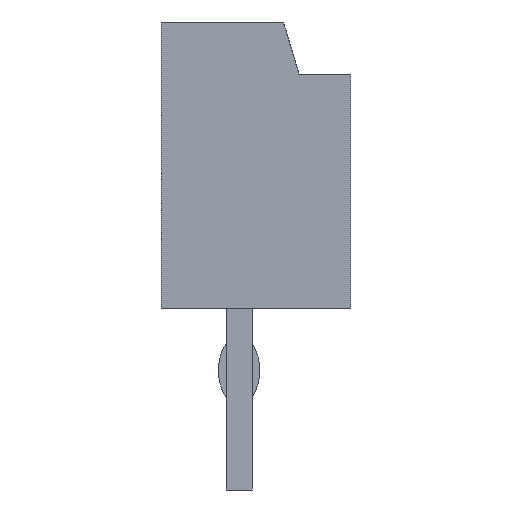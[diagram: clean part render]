
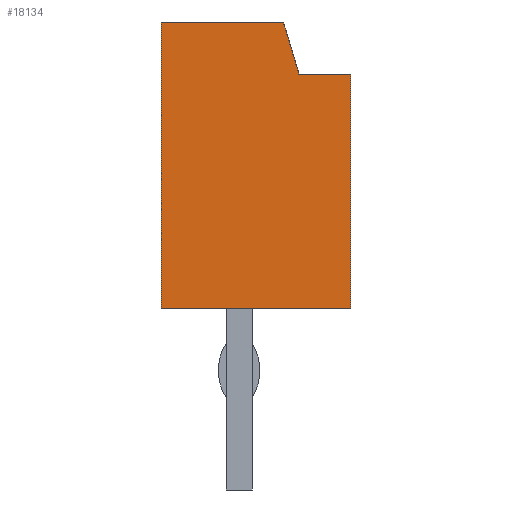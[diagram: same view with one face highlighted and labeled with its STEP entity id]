
A CAD part, left-side view. The second image highlights one B-rep face of the part: STEP entity #18134.
In plain terms, the highlighted planar face has unit normal (-1, 0, 0).
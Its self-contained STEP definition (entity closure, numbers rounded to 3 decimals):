
#32 = PLANE('',#33);
#33 = AXIS2_PLACEMENT_3D('',#34,#35,#36);
#34 = CARTESIAN_POINT('',(10.,1.5,2.75));
#35 = DIRECTION('',(0.,-1.,0.));
#36 = DIRECTION('',(1.,0.,0.));
#1233 = VERTEX_POINT('',#1234);
#1234 = CARTESIAN_POINT('',(-2.,1.5,5.5));
#1248 = PLANE('',#1249);
#1249 = AXIS2_PLACEMENT_3D('',#1250,#1251,#1252);
#1250 = CARTESIAN_POINT('',(22.,1.5,5.5));
#1251 = DIRECTION('',(0.,0.,1.));
#1252 = DIRECTION('',(-1.,0.,0.));
#1260 = EDGE_CURVE('',#1233,#1261,#1263,.T.);
#1261 = VERTEX_POINT('',#1262);
#1262 = CARTESIAN_POINT('',(-2.,1.5,0.));
#1263 = SURFACE_CURVE('',#1264,(#1268,#1275),.PCURVE_S1.);
#1264 = LINE('',#1265,#1266);
#1265 = CARTESIAN_POINT('',(-2.,1.5,5.5));
#1266 = VECTOR('',#1267,1.);
#1267 = DIRECTION('',(0.,0.,-1.));
#1268 = PCURVE('',#32,#1269);
#1269 = DEFINITIONAL_REPRESENTATION('',(#1270),#1274);
#1270 = LINE('',#1271,#1272);
#1271 = CARTESIAN_POINT('',(-12.,2.75));
#1272 = VECTOR('',#1273,1.);
#1273 = DIRECTION('',(0.,-1.));
#1274 = ( GEOMETRIC_REPRESENTATION_CONTEXT(2) 
PARAMETRIC_REPRESENTATION_CONTEXT() REPRESENTATION_CONTEXT('2D SPACE',''
  ) );
#1275 = PCURVE('',#1276,#1281);
#1276 = PLANE('',#1277);
#1277 = AXIS2_PLACEMENT_3D('',#1278,#1279,#1280);
#1278 = CARTESIAN_POINT('',(-2.,1.5,5.5));
#1279 = DIRECTION('',(-1.,0.,0.));
#1280 = DIRECTION('',(0.,0.,-1.));
#1281 = DEFINITIONAL_REPRESENTATION('',(#1282),#1286);
#1282 = LINE('',#1283,#1284);
#1283 = CARTESIAN_POINT('',(0.,0.));
#1284 = VECTOR('',#1285,1.);
#1285 = DIRECTION('',(1.,0.));
#1286 = ( GEOMETRIC_REPRESENTATION_CONTEXT(2) 
PARAMETRIC_REPRESENTATION_CONTEXT() REPRESENTATION_CONTEXT('2D SPACE',''
  ) );
#1304 = PLANE('',#1305);
#1305 = AXIS2_PLACEMENT_3D('',#1306,#1307,#1308);
#1306 = CARTESIAN_POINT('',(-2.,1.5,0.));
#1307 = DIRECTION('',(0.,0.,-1.));
#1308 = DIRECTION('',(1.,0.,0.));
#1675 = PLANE('',#1676);
#1676 = AXIS2_PLACEMENT_3D('',#1677,#1678,#1679);
#1677 = CARTESIAN_POINT('',(10.,-2.15,2.75));
#1678 = DIRECTION('',(0.,-1.,0.));
#1679 = DIRECTION('',(1.,0.,0.));
#4009 = PLANE('',#4010);
#4010 = AXIS2_PLACEMENT_3D('',#4011,#4012,#4013);
#4011 = CARTESIAN_POINT('',(22.,-2.15,4.5));
#4012 = DIRECTION('',(0.,0.,-1.));
#4013 = DIRECTION('',(0.,1.,0.));
#4037 = PLANE('',#4038);
#4038 = AXIS2_PLACEMENT_3D('',#4039,#4040,#4041);
#4039 = CARTESIAN_POINT('',(22.,-1.15,4.5));
#4040 = DIRECTION('',(0.,0.958,-0.287));
#4041 = DIRECTION('',(0.,0.287,0.958));
#4208 = VERTEX_POINT('',#4209);
#4209 = CARTESIAN_POINT('',(-2.,-0.85,5.5));
#4230 = EDGE_CURVE('',#1233,#4208,#4231,.T.);
#4231 = SURFACE_CURVE('',#4232,(#4236,#4243),.PCURVE_S1.);
#4232 = LINE('',#4233,#4234);
#4233 = CARTESIAN_POINT('',(-2.,1.5,5.5));
#4234 = VECTOR('',#4235,1.);
#4235 = DIRECTION('',(0.,-1.,0.));
#4236 = PCURVE('',#1248,#4237);
#4237 = DEFINITIONAL_REPRESENTATION('',(#4238),#4242);
#4238 = LINE('',#4239,#4240);
#4239 = CARTESIAN_POINT('',(24.,0.));
#4240 = VECTOR('',#4241,1.);
#4241 = DIRECTION('',(0.,1.));
#4242 = ( GEOMETRIC_REPRESENTATION_CONTEXT(2) 
PARAMETRIC_REPRESENTATION_CONTEXT() REPRESENTATION_CONTEXT('2D SPACE',''
  ) );
#4243 = PCURVE('',#1276,#4244);
#4244 = DEFINITIONAL_REPRESENTATION('',(#4245),#4249);
#4245 = LINE('',#4246,#4247);
#4246 = CARTESIAN_POINT('',(0.,0.));
#4247 = VECTOR('',#4248,1.);
#4248 = DIRECTION('',(0.,1.));
#4249 = ( GEOMETRIC_REPRESENTATION_CONTEXT(2) 
PARAMETRIC_REPRESENTATION_CONTEXT() REPRESENTATION_CONTEXT('2D SPACE',''
  ) );
#4763 = VERTEX_POINT('',#4764);
#4764 = CARTESIAN_POINT('',(-2.,-1.15,4.5));
#4785 = EDGE_CURVE('',#4763,#4208,#4786,.T.);
#4786 = SURFACE_CURVE('',#4787,(#4791,#4798),.PCURVE_S1.);
#4787 = LINE('',#4788,#4789);
#4788 = CARTESIAN_POINT('',(-2.,-1.15,4.5));
#4789 = VECTOR('',#4790,1.);
#4790 = DIRECTION('',(0.,0.287,0.958));
#4791 = PCURVE('',#4037,#4792);
#4792 = DEFINITIONAL_REPRESENTATION('',(#4793),#4797);
#4793 = LINE('',#4794,#4795);
#4794 = CARTESIAN_POINT('',(0.,-24.));
#4795 = VECTOR('',#4796,1.);
#4796 = DIRECTION('',(1.,0.));
#4797 = ( GEOMETRIC_REPRESENTATION_CONTEXT(2) 
PARAMETRIC_REPRESENTATION_CONTEXT() REPRESENTATION_CONTEXT('2D SPACE',''
  ) );
#4798 = PCURVE('',#1276,#4799);
#4799 = DEFINITIONAL_REPRESENTATION('',(#4800),#4804);
#4800 = LINE('',#4801,#4802);
#4801 = CARTESIAN_POINT('',(1.,2.65));
#4802 = VECTOR('',#4803,1.);
#4803 = DIRECTION('',(-0.958,-0.287));
#4804 = ( GEOMETRIC_REPRESENTATION_CONTEXT(2) 
PARAMETRIC_REPRESENTATION_CONTEXT() REPRESENTATION_CONTEXT('2D SPACE',''
  ) );
#4910 = VERTEX_POINT('',#4911);
#4911 = CARTESIAN_POINT('',(-2.,-2.15,4.5));
#4932 = EDGE_CURVE('',#4910,#4763,#4933,.T.);
#4933 = SURFACE_CURVE('',#4934,(#4938,#4945),.PCURVE_S1.);
#4934 = LINE('',#4935,#4936);
#4935 = CARTESIAN_POINT('',(-2.,-2.15,4.5));
#4936 = VECTOR('',#4937,1.);
#4937 = DIRECTION('',(0.,1.,0.));
#4938 = PCURVE('',#4009,#4939);
#4939 = DEFINITIONAL_REPRESENTATION('',(#4940),#4944);
#4940 = LINE('',#4941,#4942);
#4941 = CARTESIAN_POINT('',(0.,-24.));
#4942 = VECTOR('',#4943,1.);
#4943 = DIRECTION('',(1.,0.));
#4944 = ( GEOMETRIC_REPRESENTATION_CONTEXT(2) 
PARAMETRIC_REPRESENTATION_CONTEXT() REPRESENTATION_CONTEXT('2D SPACE',''
  ) );
#4945 = PCURVE('',#1276,#4946);
#4946 = DEFINITIONAL_REPRESENTATION('',(#4947),#4951);
#4947 = LINE('',#4948,#4949);
#4948 = CARTESIAN_POINT('',(1.,3.65));
#4949 = VECTOR('',#4950,1.);
#4950 = DIRECTION('',(0.,-1.));
#4951 = ( GEOMETRIC_REPRESENTATION_CONTEXT(2) 
PARAMETRIC_REPRESENTATION_CONTEXT() REPRESENTATION_CONTEXT('2D SPACE',''
  ) );
#5106 = VERTEX_POINT('',#5107);
#5107 = CARTESIAN_POINT('',(-2.,-2.15,0.));
#5128 = EDGE_CURVE('',#4910,#5106,#5129,.T.);
#5129 = SURFACE_CURVE('',#5130,(#5134,#5141),.PCURVE_S1.);
#5130 = LINE('',#5131,#5132);
#5131 = CARTESIAN_POINT('',(-2.,-2.15,4.5));
#5132 = VECTOR('',#5133,1.);
#5133 = DIRECTION('',(0.,0.,-1.));
#5134 = PCURVE('',#1675,#5135);
#5135 = DEFINITIONAL_REPRESENTATION('',(#5136),#5140);
#5136 = LINE('',#5137,#5138);
#5137 = CARTESIAN_POINT('',(-12.,1.75));
#5138 = VECTOR('',#5139,1.);
#5139 = DIRECTION('',(0.,-1.));
#5140 = ( GEOMETRIC_REPRESENTATION_CONTEXT(2) 
PARAMETRIC_REPRESENTATION_CONTEXT() REPRESENTATION_CONTEXT('2D SPACE',''
  ) );
#5141 = PCURVE('',#1276,#5142);
#5142 = DEFINITIONAL_REPRESENTATION('',(#5143),#5147);
#5143 = LINE('',#5144,#5145);
#5144 = CARTESIAN_POINT('',(1.,3.65));
#5145 = VECTOR('',#5146,1.);
#5146 = DIRECTION('',(1.,0.));
#5147 = ( GEOMETRIC_REPRESENTATION_CONTEXT(2) 
PARAMETRIC_REPRESENTATION_CONTEXT() REPRESENTATION_CONTEXT('2D SPACE',''
  ) );
#7124 = EDGE_CURVE('',#1261,#5106,#7125,.T.);
#7125 = SURFACE_CURVE('',#7126,(#7130,#7137),.PCURVE_S1.);
#7126 = LINE('',#7127,#7128);
#7127 = CARTESIAN_POINT('',(-2.,1.5,0.));
#7128 = VECTOR('',#7129,1.);
#7129 = DIRECTION('',(0.,-1.,0.));
#7130 = PCURVE('',#1304,#7131);
#7131 = DEFINITIONAL_REPRESENTATION('',(#7132),#7136);
#7132 = LINE('',#7133,#7134);
#7133 = CARTESIAN_POINT('',(0.,0.));
#7134 = VECTOR('',#7135,1.);
#7135 = DIRECTION('',(0.,1.));
#7136 = ( GEOMETRIC_REPRESENTATION_CONTEXT(2) 
PARAMETRIC_REPRESENTATION_CONTEXT() REPRESENTATION_CONTEXT('2D SPACE',''
  ) );
#7137 = PCURVE('',#1276,#7138);
#7138 = DEFINITIONAL_REPRESENTATION('',(#7139),#7143);
#7139 = LINE('',#7140,#7141);
#7140 = CARTESIAN_POINT('',(5.5,0.));
#7141 = VECTOR('',#7142,1.);
#7142 = DIRECTION('',(0.,1.));
#7143 = ( GEOMETRIC_REPRESENTATION_CONTEXT(2) 
PARAMETRIC_REPRESENTATION_CONTEXT() REPRESENTATION_CONTEXT('2D SPACE',''
  ) );
#18134 = ADVANCED_FACE('',(#18135),#1276,.T.);
#18135 = FACE_BOUND('',#18136,.F.);
#18136 = EDGE_LOOP('',(#18137,#18138,#18139,#18140,#18141,#18142));
#18137 = ORIENTED_EDGE('',*,*,#4932,.F.);
#18138 = ORIENTED_EDGE('',*,*,#5128,.T.);
#18139 = ORIENTED_EDGE('',*,*,#7124,.F.);
#18140 = ORIENTED_EDGE('',*,*,#1260,.F.);
#18141 = ORIENTED_EDGE('',*,*,#4230,.T.);
#18142 = ORIENTED_EDGE('',*,*,#4785,.F.);
